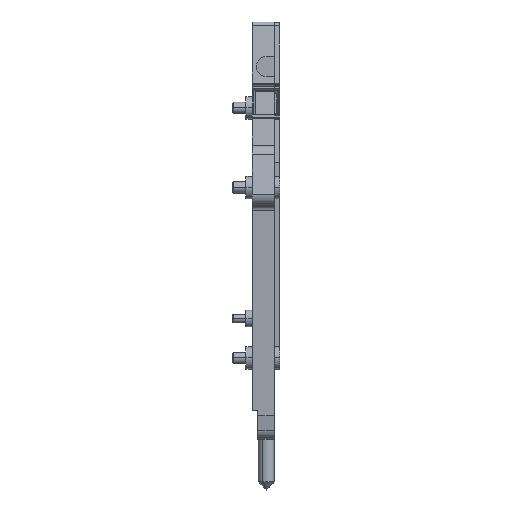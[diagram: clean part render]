
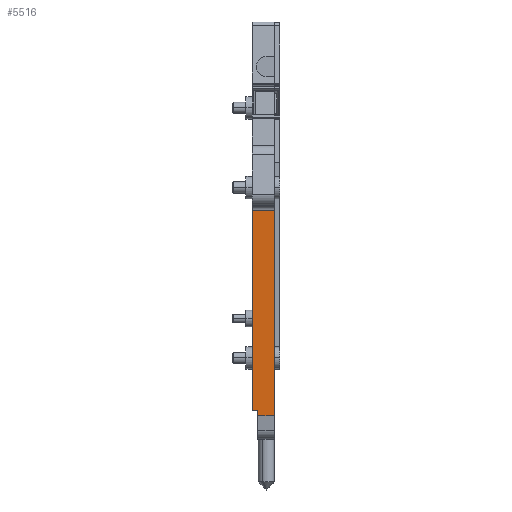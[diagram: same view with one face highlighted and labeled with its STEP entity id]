
A CAD part, front view. The second image highlights one B-rep face of the part: STEP entity #5516.
In plain terms, the highlighted planar face has unit normal (0, -0.998, -0.058).
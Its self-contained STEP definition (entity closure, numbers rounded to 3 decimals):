
#5494=AXIS2_PLACEMENT_3D('Plane Axis2P3D',#5491,#5492,#5493) ;
#227=CARTESIAN_POINT('Vertex',(3.6,4.838,14.28)) ;
#232=CARTESIAN_POINT('Line Origine',(3.6,3.806,32.173)) ;
#236=CARTESIAN_POINT('Vertex',(3.6,2.773,50.066)) ;
#2978=CARTESIAN_POINT('Vertex',(4.6,4.895,13.294)) ;
#2981=CARTESIAN_POINT('Line Origine',(4.6,4.866,13.787)) ;
#2985=CARTESIAN_POINT('Vertex',(4.6,4.838,14.28)) ;
#3014=CARTESIAN_POINT('Line Origine',(4.1,4.838,14.28)) ;
#5476=CARTESIAN_POINT('Vertex',(7.6,2.773,50.066)) ;
#5479=CARTESIAN_POINT('Line Origine',(6.15,2.773,50.066)) ;
#5491=CARTESIAN_POINT('Axis2P3D Location',(3.6,2.773,50.066)) ;
#5496=CARTESIAN_POINT('Line Origine',(6.1,4.895,13.294)) ;
#5500=CARTESIAN_POINT('Vertex',(7.6,4.895,13.294)) ;
#5503=CARTESIAN_POINT('Line Origine',(7.6,3.834,31.68)) ;
#233=DIRECTION('Vector Direction',(0.,0.058,-0.998)) ;
#2982=DIRECTION('Vector Direction',(0.,-0.058,0.998)) ;
#3015=DIRECTION('Vector Direction',(1.,0.,0.)) ;
#5480=DIRECTION('Vector Direction',(1.,0.,0.)) ;
#5492=DIRECTION('Axis2P3D Direction',(0.,-0.998,-0.058)) ;
#5493=DIRECTION('Axis2P3D XDirection',(0.,0.058,-0.998)) ;
#5497=DIRECTION('Vector Direction',(1.,0.,0.)) ;
#5504=DIRECTION('Vector Direction',(0.,0.058,-0.998)) ;
#234=VECTOR('Line Direction',#233,1.) ;
#2983=VECTOR('Line Direction',#2982,1.) ;
#3016=VECTOR('Line Direction',#3015,1.) ;
#5481=VECTOR('Line Direction',#5480,1.) ;
#5498=VECTOR('Line Direction',#5497,1.) ;
#5505=VECTOR('Line Direction',#5504,1.) ;
#5509=ORIENTED_EDGE('',*,*,#5502,.T.) ;
#5510=ORIENTED_EDGE('',*,*,#5507,.F.) ;
#5511=ORIENTED_EDGE('',*,*,#5483,.F.) ;
#5512=ORIENTED_EDGE('',*,*,#238,.F.) ;
#5513=ORIENTED_EDGE('',*,*,#3018,.T.) ;
#5514=ORIENTED_EDGE('',*,*,#2987,.F.) ;
#5516=ADVANCED_FACE('21830_ARGH_TA.1\\Koerper.2',(#5515),#5495,.T.) ;
#238=EDGE_CURVE('',#228,#237,#235,.F.) ;
#2987=EDGE_CURVE('',#2979,#2986,#2984,.T.) ;
#3018=EDGE_CURVE('',#228,#2986,#3017,.T.) ;
#5483=EDGE_CURVE('',#237,#5477,#5482,.T.) ;
#5502=EDGE_CURVE('',#2979,#5501,#5499,.T.) ;
#5507=EDGE_CURVE('',#5477,#5501,#5506,.T.) ;
#5508=EDGE_LOOP('',(#5509,#5510,#5511,#5512,#5513,#5514)) ;
#5515=FACE_OUTER_BOUND('',#5508,.T.) ;
#235=LINE('Line',#232,#234) ;
#2984=LINE('Line',#2981,#2983) ;
#3017=LINE('Line',#3014,#3016) ;
#5482=LINE('Line',#5479,#5481) ;
#5499=LINE('Line',#5496,#5498) ;
#5506=LINE('Line',#5503,#5505) ;
#5495=PLANE('',#5494) ;
#228=VERTEX_POINT('',#227) ;
#237=VERTEX_POINT('',#236) ;
#2979=VERTEX_POINT('',#2978) ;
#2986=VERTEX_POINT('',#2985) ;
#5477=VERTEX_POINT('',#5476) ;
#5501=VERTEX_POINT('',#5500) ;
